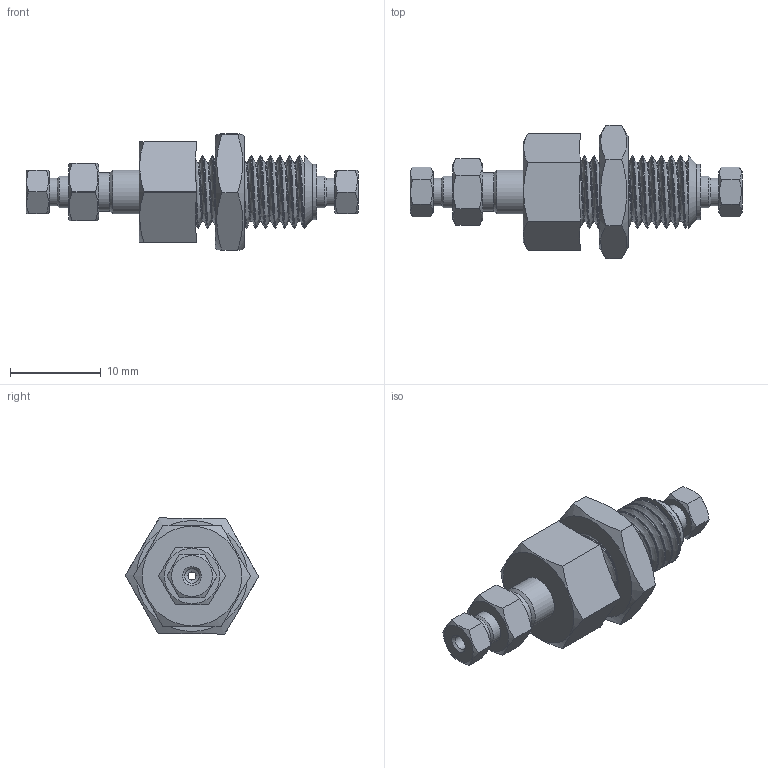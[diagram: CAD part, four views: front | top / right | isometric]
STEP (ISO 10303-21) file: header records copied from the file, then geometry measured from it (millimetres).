
FILE_DESCRIPTION((''),'2;1');
FILE_NAME('305245-ZBUFR.5 Filter union bulkhead 1-32.stp','2013-08-21T14:43:28',('Franzp'),(''),'Autodesk Inventor 2013','Autodesk Inventor 2013','');
FILE_SCHEMA(('AUTOMOTIVE_DESIGN { 1 0 10303 214 1 1 1 1 }'));
Length unit declared in the file: millimetre
Products named in the file (3): 3152a45; 315245; 310537
Assembly tree (2 placements, depth 2):
  3152a45
    315245
    310537
Bounding box: 36.53 x 14.66 x 12.78 mm (x, y, z)
Volume: 304.9 mm3; surface area: 2644.7 mm2
Topology: 1 solids, 7 shells, 90 faces, 260 edges, 167 vertices
Faces by surface type: plane 42, cone 23, cylinder 18, bspline 6, torus 1
Full cylindrical faces by diameter (mm): 1.575 x2, 3.073 x2, 3.505 x2, 4.242 x1, 4.826 x1, 6.1 x1, 6.368 x2, 6.782 x1
Entity records: 8440 total; most frequent: CARTESIAN_POINT 6294, DIRECTION 400, ORIENTED_EDGE 360, EDGE_CURVE 214, AXIS2_PLACEMENT_3D 176, VERTEX_POINT 157, EDGE_LOOP 138, FACE_OUTER_BOUND 90
